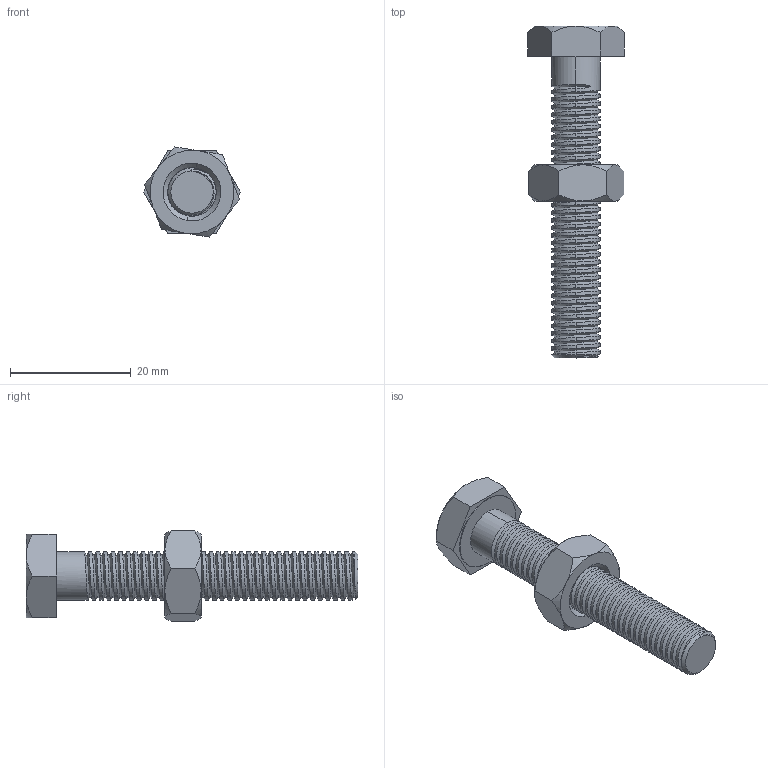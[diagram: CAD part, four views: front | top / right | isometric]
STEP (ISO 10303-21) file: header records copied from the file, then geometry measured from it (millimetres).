
FILE_DESCRIPTION (( 'STEP AP214' ), '1' );
FILE_NAME ('M8coarse.STEP', '2013-06-25T13:10:35', ( '' ), ( '' ), 'SwSTEP 2.0', 'SolidWorks 2012', '' );
FILE_SCHEMA (( 'AUTOMOTIVE_DESIGN' ));
Length unit declared in the file: millimetre
Products named in the file (3): Part2; Part12; M8coarse
Assembly tree (2 placements, depth 2):
  M8coarse
    Part12
    Part2
Bounding box: 16 x 55 x 14.95 mm (x, y, z)
Volume: 3800.6 mm3; surface area: 3061.8 mm2
Topology: 2 solids, 2 shells, 135 faces, 361 edges, 232 vertices
Faces by surface type: cylinder 84, cone 25, plane 22, bspline 4
Entity records: 8493 total; most frequent: CARTESIAN_POINT 5578, ORIENTED_EDGE 722, DIRECTION 464, EDGE_CURVE 361, VERTEX_POINT 232, AXIS2_PLACEMENT_3D 173, EDGE_LOOP 139, FACE_OUTER_BOUND 135
